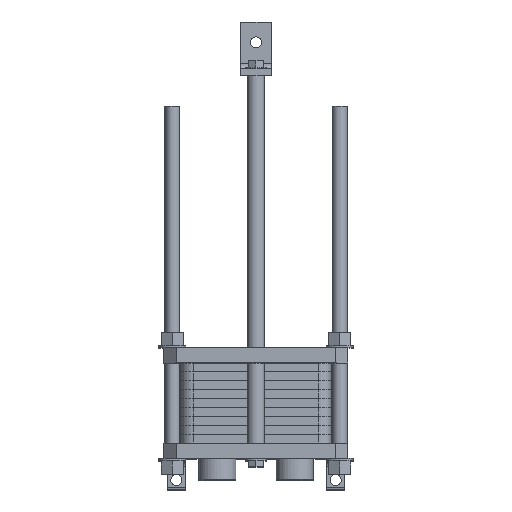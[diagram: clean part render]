
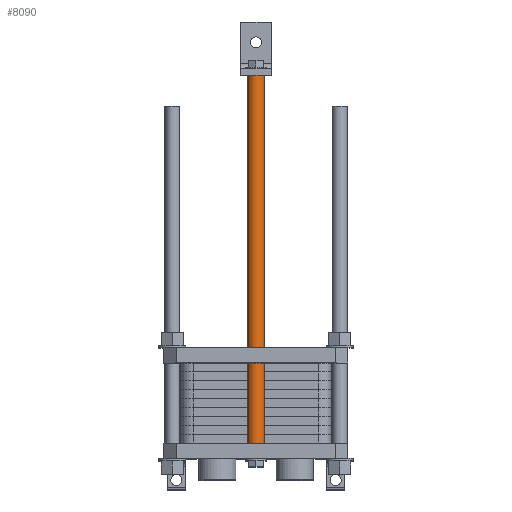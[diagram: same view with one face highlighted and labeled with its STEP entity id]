
A CAD part, top view. The second image highlights one B-rep face of the part: STEP entity #8090.
In plain terms, the highlighted cylindrical face has radius 14 mm (diameter 28 mm), a full revolution.
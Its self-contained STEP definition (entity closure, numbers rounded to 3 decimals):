
#2632=FACE_BOUND('',#3483,.T.);
#2715=CYLINDRICAL_SURFACE('',#8612,14.);
#2997=FACE_OUTER_BOUND('',#3482,.T.);
#3482=EDGE_LOOP('',(#6698));
#3483=EDGE_LOOP('',(#6699));
#3796=CIRCLE('',#8571,14.);
#3803=CIRCLE('',#8598,14.);
#4412=VERTEX_POINT('',#12552);
#4447=VERTEX_POINT('',#12654);
#5190=EDGE_CURVE('',#4412,#4412,#3796,.T.);
#5237=EDGE_CURVE('',#4447,#4447,#3803,.T.);
#6698=ORIENTED_EDGE('',*,*,#5190,.F.);
#6699=ORIENTED_EDGE('',*,*,#5237,.F.);
#8090=ADVANCED_FACE('',(#2997,#2632),#2715,.T.);
#8571=AXIS2_PLACEMENT_3D('',#12553,#10015,#10016);
#8598=AXIS2_PLACEMENT_3D('',#12655,#10109,#10110);
#8612=AXIS2_PLACEMENT_3D('',#12697,#10153,#10154);
#10015=DIRECTION('center_axis',(0.,-1.,0.));
#10016=DIRECTION('ref_axis',(-1.,0.,0.));
#10109=DIRECTION('center_axis',(0.,1.,0.));
#10110=DIRECTION('ref_axis',(-1.,0.,0.));
#10153=DIRECTION('center_axis',(0.,1.,0.));
#10154=DIRECTION('ref_axis',(-1.,0.,0.));
#12552=CARTESIAN_POINT('',(14.,0.,873.));
#12553=CARTESIAN_POINT('Origin',(0.,0.,
873.));
#12654=CARTESIAN_POINT('',(14.,600.,873.));
#12655=CARTESIAN_POINT('Origin',(0.,600.,873.));
#12697=CARTESIAN_POINT('Origin',(0.,0.,
873.));
